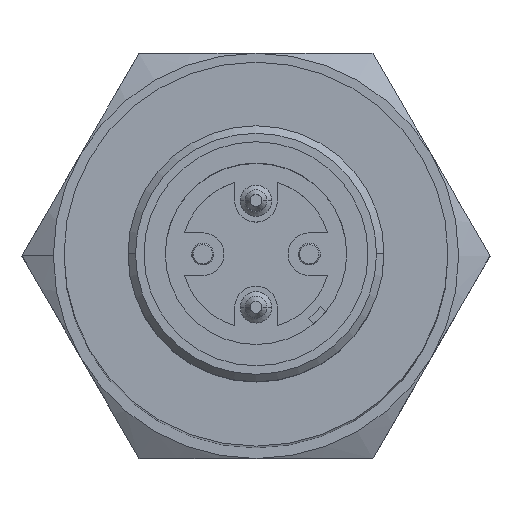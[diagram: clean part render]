
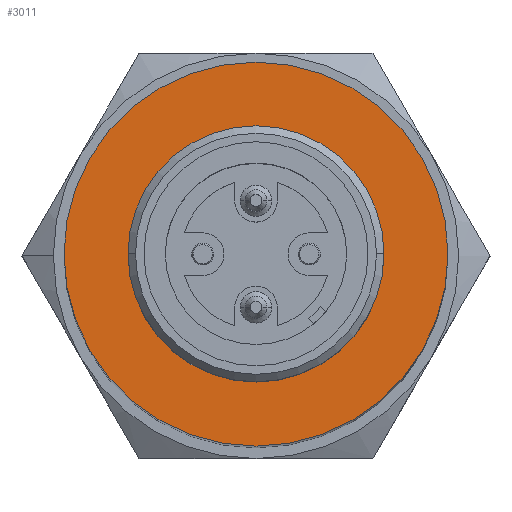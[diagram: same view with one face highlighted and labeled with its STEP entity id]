
A CAD part, top view. The second image highlights one B-rep face of the part: STEP entity #3011.
In plain terms, the highlighted planar face has unit normal (0, 0, 1).
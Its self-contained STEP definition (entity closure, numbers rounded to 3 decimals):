
#8 = EDGE_LOOP ( 'NONE', ( #2145, #1913 ) ) ;
#211 = DIRECTION ( 'NONE',  ( 1., 0., 0. ) ) ;
#265 = AXIS2_PLACEMENT_3D ( 'NONE', #1361, #3191, #1629 ) ;
#417 = DIRECTION ( 'NONE',  ( 0., 0., 1. ) ) ;
#418 = FACE_OUTER_BOUND ( 'NONE', #8, .T. ) ;
#457 = EDGE_CURVE ( 'NONE', #2252, #3306, #2278, .T. ) ;
#475 = DIRECTION ( 'NONE',  ( 0., 0., 1. ) ) ;
#724 = AXIS2_PLACEMENT_3D ( 'NONE', #2883, #1283, #3121 ) ;
#796 = VERTEX_POINT ( 'NONE', #2106 ) ;
#1131 = CARTESIAN_POINT ( 'NONE',  ( 9., 0., 60.8 ) ) ;
#1135 = VERTEX_POINT ( 'NONE', #1131 ) ;
#1188 = ORIENTED_EDGE ( 'NONE', *, *, #2166, .T. ) ;
#1283 = DIRECTION ( 'NONE',  ( 0., 0., -1. ) ) ;
#1292 = CARTESIAN_POINT ( 'NONE',  ( 0., 0., 60.8 ) ) ;
#1361 = CARTESIAN_POINT ( 'NONE',  ( 0., 0., 60.8 ) ) ;
#1629 = DIRECTION ( 'NONE',  ( 1., 0., 0. ) ) ;
#1787 = AXIS2_PLACEMENT_3D ( 'NONE', #2113, #2102, #2069 ) ;
#1913 = ORIENTED_EDGE ( 'NONE', *, *, #2901, .T. ) ;
#2054 = CARTESIAN_POINT ( 'NONE',  ( 0., 0., 60.8 ) ) ;
#2069 = DIRECTION ( 'NONE',  ( 1., 0., 0. ) ) ;
#2102 = DIRECTION ( 'NONE',  ( 0., 0., -1. ) ) ;
#2106 = CARTESIAN_POINT ( 'NONE',  ( -9., 0., 60.8 ) ) ;
#2113 = CARTESIAN_POINT ( 'NONE',  ( 0., 0., 60.8 ) ) ;
#2142 = CARTESIAN_POINT ( 'NONE',  ( 5.549, 0., 60.8 ) ) ;
#2145 = ORIENTED_EDGE ( 'NONE', *, *, #2357, .T. ) ;
#2166 = EDGE_CURVE ( 'NONE', #3306, #2252, #2618, .T. ) ;
#2252 = VERTEX_POINT ( 'NONE', #2142 ) ;
#2278 = CIRCLE ( 'NONE', #1787, 5.549 ) ;
#2283 = CARTESIAN_POINT ( 'NONE',  ( -5.549, 0., 60.8 ) ) ;
#2293 = CIRCLE ( 'NONE', #3112, 9. ) ;
#2330 = DIRECTION ( 'NONE',  ( 1., 0., 0. ) ) ;
#2357 = EDGE_CURVE ( 'NONE', #796, #1135, #2959, .T. ) ;
#2497 = ORIENTED_EDGE ( 'NONE', *, *, #457, .T. ) ;
#2618 = CIRCLE ( 'NONE', #724, 5.549 ) ;
#2653 = FACE_BOUND ( 'NONE', #3389, .T. ) ;
#2883 = CARTESIAN_POINT ( 'NONE',  ( 0., 0., 60.8 ) ) ;
#2890 = AXIS2_PLACEMENT_3D ( 'NONE', #1292, #475, #211 ) ;
#2901 = EDGE_CURVE ( 'NONE', #1135, #796, #2293, .T. ) ;
#2959 = CIRCLE ( 'NONE', #265, 9. ) ;
#3011 = ADVANCED_FACE ( 'NONE', ( #2653, #418 ), #3386, .T. ) ;
#3112 = AXIS2_PLACEMENT_3D ( 'NONE', #2054, #417, #2330 ) ;
#3121 = DIRECTION ( 'NONE',  ( 1., 0., 0. ) ) ;
#3191 = DIRECTION ( 'NONE',  ( 0., 0., 1. ) ) ;
#3306 = VERTEX_POINT ( 'NONE', #2283 ) ;
#3386 = PLANE ( 'NONE',  #2890 ) ;
#3389 = EDGE_LOOP ( 'NONE', ( #2497, #1188 ) ) ;
